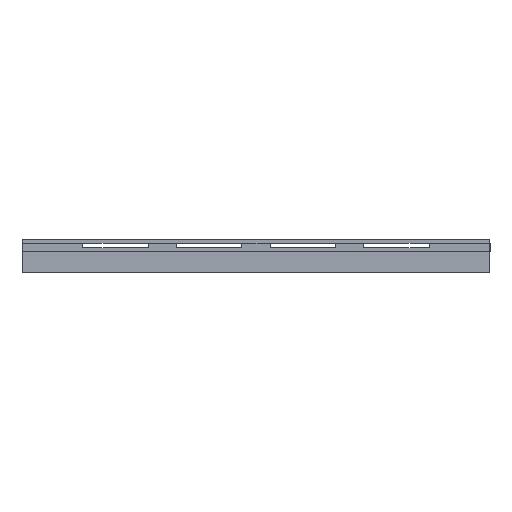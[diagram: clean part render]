
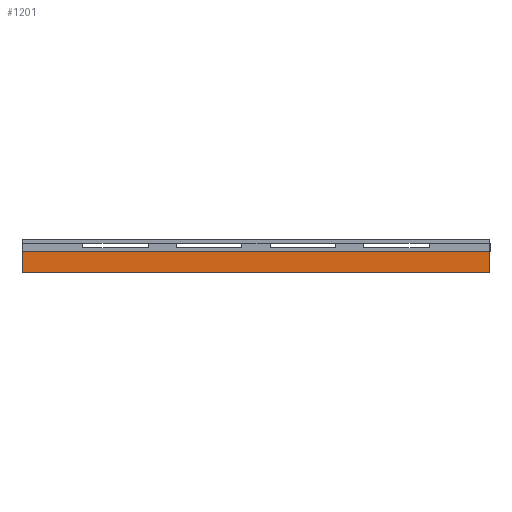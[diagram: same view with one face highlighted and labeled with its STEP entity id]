
A CAD part, left-side view. The second image highlights one B-rep face of the part: STEP entity #1201.
In plain terms, the highlighted planar face has unit normal (-1, 0, 0).
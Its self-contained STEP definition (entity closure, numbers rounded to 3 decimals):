
#37=ORIENTED_EDGE('',*,*,#288,.F.);
#38=ORIENTED_EDGE('',*,*,#289,.T.);
#39=ORIENTED_EDGE('',*,*,#281,.T.);
#40=ORIENTED_EDGE('',*,*,#290,.T.);
#281=EDGE_CURVE('',#407,#408,#483,.T.);
#288=EDGE_CURVE('',#413,#414,#490,.T.);
#289=EDGE_CURVE('',#413,#407,#491,.T.);
#290=EDGE_CURVE('',#408,#414,#492,.T.);
#407=VERTEX_POINT('',#1524);
#408=VERTEX_POINT('',#1525);
#413=VERTEX_POINT('',#1539);
#414=VERTEX_POINT('',#1540);
#483=LINE('',#1523,#609);
#490=LINE('',#1538,#616);
#491=LINE('',#1541,#617);
#492=LINE('',#1542,#618);
#609=VECTOR('',#1304,1000.);
#616=VECTOR('',#1315,1000.);
#617=VECTOR('',#1316,1000.);
#618=VECTOR('',#1317,1000.);
#734=EDGE_LOOP('',(#37,#38,#39,#40));
#778=FACE_BOUND('',#734,.T.);
#822=PLANE('',#1252);
#1201=ADVANCED_FACE('',(#778),#822,.T.);
#1252=AXIS2_PLACEMENT_3D('',#1537,#1313,#1314);
#1304=DIRECTION('',(0.,0.,-1.));
#1313=DIRECTION('',(-1.,0.,0.));
#1314=DIRECTION('',(0.,0.,1.));
#1315=DIRECTION('',(0.,0.,-1.));
#1316=DIRECTION('',(0.,1.,0.));
#1317=DIRECTION('',(0.,-1.,0.));
#1523=CARTESIAN_POINT('',(-50.,2.5,0.095));
#1524=CARTESIAN_POINT('',(-50.,2.5,0.));
#1525=CARTESIAN_POINT('',(-50.,2.5,-0.225));
#1537=CARTESIAN_POINT('',(-50.,-2.5,0.095));
#1538=CARTESIAN_POINT('',(-50.,-2.5,0.095));
#1539=CARTESIAN_POINT('',(-50.,-2.5,0.));
#1540=CARTESIAN_POINT('',(-50.,-2.5,-0.225));
#1541=CARTESIAN_POINT('',(-50.,2.5,0.));
#1542=CARTESIAN_POINT('',(-50.,2.5,-0.225));
